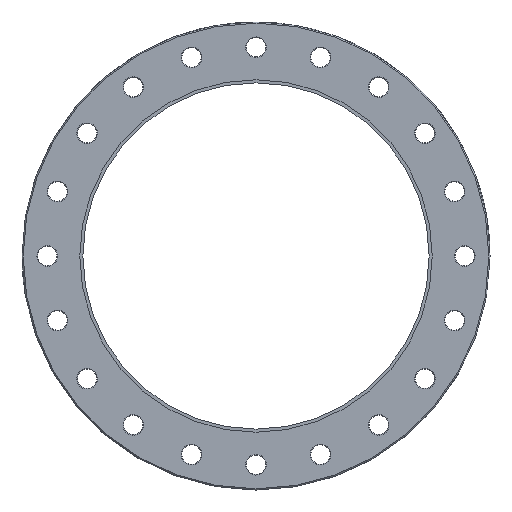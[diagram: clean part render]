
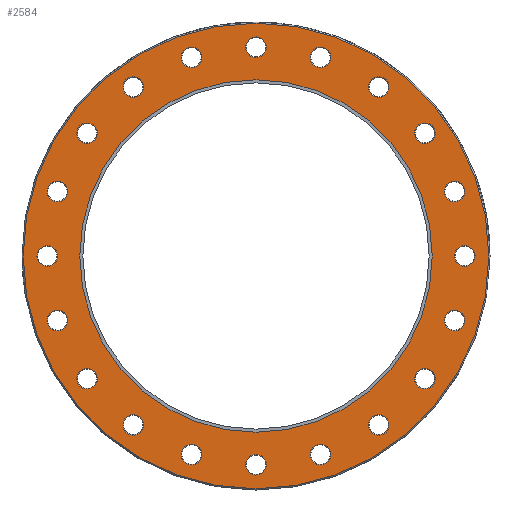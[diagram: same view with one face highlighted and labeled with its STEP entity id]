
A CAD part, front view. The second image highlights one B-rep face of the part: STEP entity #2584.
In plain terms, the highlighted planar face has unit normal (0, -1, 0).
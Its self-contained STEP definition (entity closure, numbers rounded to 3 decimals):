
#423=PLANE('',#2775);
#459=FACE_BOUND('',#750,.T.);
#460=FACE_BOUND('',#751,.T.);
#461=FACE_BOUND('',#752,.T.);
#462=FACE_BOUND('',#753,.T.);
#463=FACE_BOUND('',#754,.T.);
#464=FACE_BOUND('',#755,.T.);
#465=FACE_BOUND('',#756,.T.);
#466=FACE_BOUND('',#757,.T.);
#467=FACE_BOUND('',#758,.T.);
#468=FACE_BOUND('',#759,.T.);
#469=FACE_BOUND('',#760,.T.);
#470=FACE_BOUND('',#761,.T.);
#471=FACE_BOUND('',#762,.T.);
#472=FACE_BOUND('',#763,.T.);
#473=FACE_BOUND('',#764,.T.);
#474=FACE_BOUND('',#765,.T.);
#475=FACE_BOUND('',#766,.T.);
#476=FACE_BOUND('',#767,.T.);
#477=FACE_BOUND('',#768,.T.);
#478=FACE_BOUND('',#769,.T.);
#479=FACE_BOUND('',#770,.T.);
#579=FACE_OUTER_BOUND('',#749,.T.);
#749=EDGE_LOOP('',(#1822));
#750=EDGE_LOOP('',(#1823));
#751=EDGE_LOOP('',(#1824));
#752=EDGE_LOOP('',(#1825));
#753=EDGE_LOOP('',(#1826));
#754=EDGE_LOOP('',(#1827));
#755=EDGE_LOOP('',(#1828));
#756=EDGE_LOOP('',(#1829));
#757=EDGE_LOOP('',(#1830));
#758=EDGE_LOOP('',(#1831));
#759=EDGE_LOOP('',(#1832));
#760=EDGE_LOOP('',(#1833));
#761=EDGE_LOOP('',(#1834));
#762=EDGE_LOOP('',(#1835));
#763=EDGE_LOOP('',(#1836));
#764=EDGE_LOOP('',(#1837));
#765=EDGE_LOOP('',(#1838));
#766=EDGE_LOOP('',(#1839));
#767=EDGE_LOOP('',(#1840));
#768=EDGE_LOOP('',(#1841));
#769=EDGE_LOOP('',(#1842));
#770=EDGE_LOOP('',(#1843));
#1036=CIRCLE('',#2773,101.);
#1038=CIRCLE('',#2776,4.45);
#1039=CIRCLE('',#2777,4.45);
#1040=CIRCLE('',#2778,4.45);
#1041=CIRCLE('',#2779,4.45);
#1042=CIRCLE('',#2780,4.45);
#1043=CIRCLE('',#2781,4.45);
#1044=CIRCLE('',#2782,4.45);
#1045=CIRCLE('',#2783,4.45);
#1046=CIRCLE('',#2784,4.45);
#1047=CIRCLE('',#2785,4.45);
#1048=CIRCLE('',#2786,76.45);
#1049=CIRCLE('',#2787,4.45);
#1050=CIRCLE('',#2788,4.45);
#1051=CIRCLE('',#2789,4.45);
#1052=CIRCLE('',#2790,4.45);
#1053=CIRCLE('',#2791,4.45);
#1054=CIRCLE('',#2792,4.45);
#1055=CIRCLE('',#2793,4.45);
#1056=CIRCLE('',#2794,4.45);
#1057=CIRCLE('',#2795,4.45);
#1058=CIRCLE('',#2796,4.45);
#1191=VERTEX_POINT('',#3704);
#1193=VERTEX_POINT('',#3709);
#1194=VERTEX_POINT('',#3711);
#1195=VERTEX_POINT('',#3713);
#1196=VERTEX_POINT('',#3715);
#1197=VERTEX_POINT('',#3717);
#1198=VERTEX_POINT('',#3719);
#1199=VERTEX_POINT('',#3721);
#1200=VERTEX_POINT('',#3723);
#1201=VERTEX_POINT('',#3725);
#1202=VERTEX_POINT('',#3727);
#1203=VERTEX_POINT('',#3729);
#1204=VERTEX_POINT('',#3731);
#1205=VERTEX_POINT('',#3733);
#1206=VERTEX_POINT('',#3735);
#1207=VERTEX_POINT('',#3737);
#1208=VERTEX_POINT('',#3739);
#1209=VERTEX_POINT('',#3741);
#1210=VERTEX_POINT('',#3743);
#1211=VERTEX_POINT('',#3745);
#1212=VERTEX_POINT('',#3747);
#1213=VERTEX_POINT('',#3749);
#1461=EDGE_CURVE('',#1191,#1191,#1036,.T.);
#1463=EDGE_CURVE('',#1193,#1193,#1038,.T.);
#1464=EDGE_CURVE('',#1194,#1194,#1039,.T.);
#1465=EDGE_CURVE('',#1195,#1195,#1040,.T.);
#1466=EDGE_CURVE('',#1196,#1196,#1041,.T.);
#1467=EDGE_CURVE('',#1197,#1197,#1042,.T.);
#1468=EDGE_CURVE('',#1198,#1198,#1043,.T.);
#1469=EDGE_CURVE('',#1199,#1199,#1044,.T.);
#1470=EDGE_CURVE('',#1200,#1200,#1045,.T.);
#1471=EDGE_CURVE('',#1201,#1201,#1046,.T.);
#1472=EDGE_CURVE('',#1202,#1202,#1047,.T.);
#1473=EDGE_CURVE('',#1203,#1203,#1048,.T.);
#1474=EDGE_CURVE('',#1204,#1204,#1049,.T.);
#1475=EDGE_CURVE('',#1205,#1205,#1050,.T.);
#1476=EDGE_CURVE('',#1206,#1206,#1051,.T.);
#1477=EDGE_CURVE('',#1207,#1207,#1052,.T.);
#1478=EDGE_CURVE('',#1208,#1208,#1053,.T.);
#1479=EDGE_CURVE('',#1209,#1209,#1054,.T.);
#1480=EDGE_CURVE('',#1210,#1210,#1055,.T.);
#1481=EDGE_CURVE('',#1211,#1211,#1056,.T.);
#1482=EDGE_CURVE('',#1212,#1212,#1057,.T.);
#1483=EDGE_CURVE('',#1213,#1213,#1058,.T.);
#1822=ORIENTED_EDGE('',*,*,#1461,.F.);
#1823=ORIENTED_EDGE('',*,*,#1463,.F.);
#1824=ORIENTED_EDGE('',*,*,#1464,.F.);
#1825=ORIENTED_EDGE('',*,*,#1465,.F.);
#1826=ORIENTED_EDGE('',*,*,#1466,.F.);
#1827=ORIENTED_EDGE('',*,*,#1467,.F.);
#1828=ORIENTED_EDGE('',*,*,#1468,.F.);
#1829=ORIENTED_EDGE('',*,*,#1469,.F.);
#1830=ORIENTED_EDGE('',*,*,#1470,.F.);
#1831=ORIENTED_EDGE('',*,*,#1471,.F.);
#1832=ORIENTED_EDGE('',*,*,#1472,.F.);
#1833=ORIENTED_EDGE('',*,*,#1473,.T.);
#1834=ORIENTED_EDGE('',*,*,#1474,.F.);
#1835=ORIENTED_EDGE('',*,*,#1475,.F.);
#1836=ORIENTED_EDGE('',*,*,#1476,.F.);
#1837=ORIENTED_EDGE('',*,*,#1477,.F.);
#1838=ORIENTED_EDGE('',*,*,#1478,.F.);
#1839=ORIENTED_EDGE('',*,*,#1479,.F.);
#1840=ORIENTED_EDGE('',*,*,#1480,.F.);
#1841=ORIENTED_EDGE('',*,*,#1481,.F.);
#1842=ORIENTED_EDGE('',*,*,#1482,.F.);
#1843=ORIENTED_EDGE('',*,*,#1483,.F.);
#2584=ADVANCED_FACE('',(#579,#459,#460,#461,#462,#463,#464,#465,#466,#467,
#468,#469,#470,#471,#472,#473,#474,#475,#476,#477,#478,#479),#423,.T.);
#2773=AXIS2_PLACEMENT_3D('',#3705,#3047,#3048);
#2775=AXIS2_PLACEMENT_3D('',#3708,#3051,#3052);
#2776=AXIS2_PLACEMENT_3D('',#3710,#3053,#3054);
#2777=AXIS2_PLACEMENT_3D('',#3712,#3055,#3056);
#2778=AXIS2_PLACEMENT_3D('',#3714,#3057,#3058);
#2779=AXIS2_PLACEMENT_3D('',#3716,#3059,#3060);
#2780=AXIS2_PLACEMENT_3D('',#3718,#3061,#3062);
#2781=AXIS2_PLACEMENT_3D('',#3720,#3063,#3064);
#2782=AXIS2_PLACEMENT_3D('',#3722,#3065,#3066);
#2783=AXIS2_PLACEMENT_3D('',#3724,#3067,#3068);
#2784=AXIS2_PLACEMENT_3D('',#3726,#3069,#3070);
#2785=AXIS2_PLACEMENT_3D('',#3728,#3071,#3072);
#2786=AXIS2_PLACEMENT_3D('',#3730,#3073,#3074);
#2787=AXIS2_PLACEMENT_3D('',#3732,#3075,#3076);
#2788=AXIS2_PLACEMENT_3D('',#3734,#3077,#3078);
#2789=AXIS2_PLACEMENT_3D('',#3736,#3079,#3080);
#2790=AXIS2_PLACEMENT_3D('',#3738,#3081,#3082);
#2791=AXIS2_PLACEMENT_3D('',#3740,#3083,#3084);
#2792=AXIS2_PLACEMENT_3D('',#3742,#3085,#3086);
#2793=AXIS2_PLACEMENT_3D('',#3744,#3087,#3088);
#2794=AXIS2_PLACEMENT_3D('',#3746,#3089,#3090);
#2795=AXIS2_PLACEMENT_3D('',#3748,#3091,#3092);
#2796=AXIS2_PLACEMENT_3D('',#3750,#3093,#3094);
#3047=DIRECTION('center_axis',(0.,1.,0.));
#3048=DIRECTION('ref_axis',(1.,0.,0.));
#3051=DIRECTION('center_axis',(0.,-1.,0.));
#3052=DIRECTION('ref_axis',(0.,0.,-1.));
#3053=DIRECTION('center_axis',(0.,-1.,0.));
#3054=DIRECTION('ref_axis',(0.951,0.,0.309));
#3055=DIRECTION('center_axis',(0.,-1.,0.));
#3056=DIRECTION('ref_axis',(0.588,0.,0.809));
#3057=DIRECTION('center_axis',(0.,-1.,0.));
#3058=DIRECTION('ref_axis',(0.,0.,1.));
#3059=DIRECTION('center_axis',(0.,-1.,0.));
#3060=DIRECTION('ref_axis',(-0.588,0.,0.809));
#3061=DIRECTION('center_axis',(0.,-1.,0.));
#3062=DIRECTION('ref_axis',(-0.951,0.,0.309));
#3063=DIRECTION('center_axis',(0.,-1.,0.));
#3064=DIRECTION('ref_axis',(-0.951,0.,-0.309));
#3065=DIRECTION('center_axis',(0.,-1.,0.));
#3066=DIRECTION('ref_axis',(-0.588,0.,-0.809));
#3067=DIRECTION('center_axis',(0.,-1.,0.));
#3068=DIRECTION('ref_axis',(0.,0.,-1.));
#3069=DIRECTION('center_axis',(0.,-1.,0.));
#3070=DIRECTION('ref_axis',(0.588,0.,-0.809));
#3071=DIRECTION('center_axis',(0.,-1.,0.));
#3072=DIRECTION('ref_axis',(0.951,0.,-0.309));
#3073=DIRECTION('center_axis',(0.,1.,0.));
#3074=DIRECTION('ref_axis',(1.,0.,0.));
#3075=DIRECTION('center_axis',(0.,-1.,0.));
#3076=DIRECTION('ref_axis',(1.,0.,0.));
#3077=DIRECTION('center_axis',(0.,-1.,0.));
#3078=DIRECTION('ref_axis',(0.809,0.,-0.588));
#3079=DIRECTION('center_axis',(0.,-1.,0.));
#3080=DIRECTION('ref_axis',(0.309,0.,-0.951));
#3081=DIRECTION('center_axis',(0.,-1.,0.));
#3082=DIRECTION('ref_axis',(-0.309,0.,-0.951));
#3083=DIRECTION('center_axis',(0.,-1.,0.));
#3084=DIRECTION('ref_axis',(-0.809,0.,-0.588));
#3085=DIRECTION('center_axis',(0.,-1.,0.));
#3086=DIRECTION('ref_axis',(-1.,0.,0.));
#3087=DIRECTION('center_axis',(0.,-1.,0.));
#3088=DIRECTION('ref_axis',(-0.809,0.,0.588));
#3089=DIRECTION('center_axis',(0.,-1.,0.));
#3090=DIRECTION('ref_axis',(-0.309,0.,0.951));
#3091=DIRECTION('center_axis',(0.,-1.,0.));
#3092=DIRECTION('ref_axis',(0.309,0.,0.951));
#3093=DIRECTION('center_axis',(0.,-1.,0.));
#3094=DIRECTION('ref_axis',(0.809,0.,0.588));
#3704=CARTESIAN_POINT('',(-101.,0.,0.));
#3705=CARTESIAN_POINT('Origin',(0.,0.,0.));
#3708=CARTESIAN_POINT('Origin',(-101.5,0.,0.));
#3709=CARTESIAN_POINT('',(23.749,0.,-87.493));
#3710=CARTESIAN_POINT('Origin',(27.981,0.,-86.118));
#3711=CARTESIAN_POINT('',(70.641,0.,-56.824));
#3712=CARTESIAN_POINT('Origin',(73.256,0.,-53.224));
#3713=CARTESIAN_POINT('',(90.55,0.,-4.45));
#3714=CARTESIAN_POINT('Origin',(90.55,0.,0.));
#3715=CARTESIAN_POINT('',(75.872,0.,49.624));
#3716=CARTESIAN_POINT('Origin',(73.256,0.,53.224));
#3717=CARTESIAN_POINT('',(32.214,0.,84.743));
#3718=CARTESIAN_POINT('Origin',(27.981,0.,86.118));
#3719=CARTESIAN_POINT('',(-23.749,0.,87.493));
#3720=CARTESIAN_POINT('Origin',(-27.981,0.,86.118));
#3721=CARTESIAN_POINT('',(-70.641,0.,56.824));
#3722=CARTESIAN_POINT('Origin',(-73.256,0.,53.224));
#3723=CARTESIAN_POINT('',(-90.55,0.,4.45));
#3724=CARTESIAN_POINT('Origin',(-90.55,0.,0.));
#3725=CARTESIAN_POINT('',(-75.872,0.,-49.624));
#3726=CARTESIAN_POINT('Origin',(-73.256,0.,-53.224));
#3727=CARTESIAN_POINT('',(-32.214,0.,-84.743));
#3728=CARTESIAN_POINT('Origin',(-27.981,0.,-86.118));
#3729=CARTESIAN_POINT('',(-76.45,0.,0.));
#3730=CARTESIAN_POINT('Origin',(0.,0.,0.));
#3731=CARTESIAN_POINT('',(-4.45,0.,-90.55));
#3732=CARTESIAN_POINT('Origin',(0.,0.,-90.55));
#3733=CARTESIAN_POINT('',(-56.824,0.,-70.641));
#3734=CARTESIAN_POINT('Origin',(-53.224,0.,-73.256));
#3735=CARTESIAN_POINT('',(-87.493,0.,-23.749));
#3736=CARTESIAN_POINT('Origin',(-86.118,0.,-27.981));
#3737=CARTESIAN_POINT('',(-84.743,0.,32.214));
#3738=CARTESIAN_POINT('Origin',(-86.118,0.,27.981));
#3739=CARTESIAN_POINT('',(-49.624,0.,75.872));
#3740=CARTESIAN_POINT('Origin',(-53.224,0.,73.256));
#3741=CARTESIAN_POINT('',(4.45,0.,90.55));
#3742=CARTESIAN_POINT('Origin',(0.,0.,90.55));
#3743=CARTESIAN_POINT('',(56.824,0.,70.641));
#3744=CARTESIAN_POINT('Origin',(53.224,0.,73.256));
#3745=CARTESIAN_POINT('',(87.493,0.,23.749));
#3746=CARTESIAN_POINT('Origin',(86.118,0.,27.981));
#3747=CARTESIAN_POINT('',(84.743,0.,-32.214));
#3748=CARTESIAN_POINT('Origin',(86.118,0.,-27.981));
#3749=CARTESIAN_POINT('',(49.624,0.,-75.872));
#3750=CARTESIAN_POINT('Origin',(53.224,0.,-73.256));
